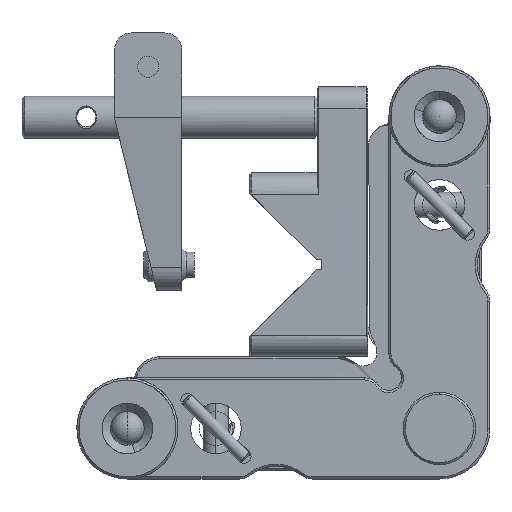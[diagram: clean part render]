
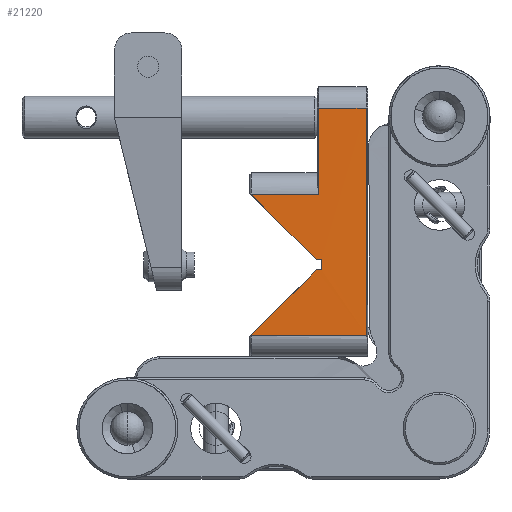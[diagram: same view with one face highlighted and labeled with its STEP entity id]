
A CAD part, left-side view. The second image highlights one B-rep face of the part: STEP entity #21220.
In plain terms, the highlighted planar face has unit normal (-1, 0, 0).
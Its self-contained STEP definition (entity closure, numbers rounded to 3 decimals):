
#188 = CARTESIAN_POINT ( 'NONE',  ( 1.496, -11.161, 22.201 ) ) ;
#575 = EDGE_LOOP ( 'NONE', ( #33704, #7165, #38996, #12382, #41530, #37989, #29363, #19176, #39583, #9863, #28357, #29306 ) ) ;
#2255 = VECTOR ( 'NONE', #15246, 1000. ) ;
#3271 = CARTESIAN_POINT ( 'NONE',  ( 1.496, -3.908, 0.3 ) ) ;
#3745 = VECTOR ( 'NONE', #5813, 1000. ) ;
#4379 = DIRECTION ( 'NONE',  ( 0., 1., 0. ) ) ;
#5441 = VECTOR ( 'NONE', #39971, 1000. ) ;
#5813 = DIRECTION ( 'NONE',  ( 0., -1., 0. ) ) ;
#6081 = CARTESIAN_POINT ( 'NONE',  ( 1.496, -4.2, 9.3 ) ) ;
#6260 = CARTESIAN_POINT ( 'NONE',  ( 1.496, 3.8, -7.469 ) ) ;
#6647 = CARTESIAN_POINT ( 'NONE',  ( 1.496, -3.908, 0.3 ) ) ;
#6747 = CARTESIAN_POINT ( 'NONE',  ( 1.496, 3.798, -7.406 ) ) ;
#6829 = VERTEX_POINT ( 'NONE', #38895 ) ;
#7030 = CARTESIAN_POINT ( 'NONE',  ( 1.496, -11.161, -7.5 ) ) ;
#7122 = DIRECTION ( 'NONE',  ( -1., 0., 0. ) ) ;
#7165 = ORIENTED_EDGE ( 'NONE', *, *, #31107, .T. ) ;
#7633 = VERTEX_POINT ( 'NONE', #22832 ) ;
#7862 = CARTESIAN_POINT ( 'NONE',  ( 1.496, 3.798, 9.206 ) ) ;
#8081 = CARTESIAN_POINT ( 'NONE',  ( 1.496, 3.8, 9.269 ) ) ;
#8346 = CARTESIAN_POINT ( 'NONE',  ( 1.496, 3.798, 9.206 ) ) ;
#8664 = LINE ( 'NONE', #24497, #32513 ) ;
#8964 = CARTESIAN_POINT ( 'NONE',  ( 1.496, -3.908, 1.5 ) ) ;
#9430 = B_SPLINE_CURVE_WITH_KNOTS ( 'NONE', 3,
 ( #25534, #6260, #16455, #38730 ),
 .UNSPECIFIED., .F., .F.,
 ( 4, 4 ),
 ( 0., 0. ),
 .UNSPECIFIED. ) ;
#9863 = ORIENTED_EDGE ( 'NONE', *, *, #16737, .F. ) ;
#10383 = EDGE_CURVE ( 'NONE', #18262, #6829, #17383, .T. ) ;
#11169 = LINE ( 'NONE', #8346, #23464 ) ;
#11275 = VERTEX_POINT ( 'NONE', #6081 ) ;
#12382 = ORIENTED_EDGE ( 'NONE', *, *, #10383, .T. ) ;
#12600 = VECTOR ( 'NONE', #4379, 1000. ) ;
#13321 = DIRECTION ( 'NONE',  ( 0., -1., 0. ) ) ;
#15158 = LINE ( 'NONE', #18814, #3745 ) ;
#15246 = DIRECTION ( 'NONE',  ( 0., -1., 0. ) ) ;
#15788 = EDGE_CURVE ( 'NONE', #18587, #31719, #9430, .T. ) ;
#16039 = B_SPLINE_CURVE_WITH_KNOTS ( 'NONE', 3,
 ( #7862, #24104, #8081, #17832 ),
 .UNSPECIFIED., .F., .F.,
 ( 4, 4 ),
 ( 0., 0. ),
 .UNSPECIFIED. ) ;
#16455 = CARTESIAN_POINT ( 'NONE',  ( 1.496, 3.799, -7.437 ) ) ;
#16600 = CARTESIAN_POINT ( 'NONE',  ( 1.496, -11.161, 9.3 ) ) ;
#16737 = EDGE_CURVE ( 'NONE', #38039, #42472, #35754, .T. ) ;
#17014 = EDGE_CURVE ( 'NONE', #18262, #26449, #8664, .T. ) ;
#17308 = AXIS2_PLACEMENT_3D ( 'NONE', #188, #7122, #33538 ) ;
#17383 = LINE ( 'NONE', #30582, #12600 ) ;
#17832 = CARTESIAN_POINT ( 'NONE',  ( 1.496, 3.8, 9.3 ) ) ;
#18068 = EDGE_CURVE ( 'NONE', #26494, #31719, #33705, .T. ) ;
#18262 = VERTEX_POINT ( 'NONE', #37584 ) ;
#18587 = VERTEX_POINT ( 'NONE', #32375 ) ;
#18814 = CARTESIAN_POINT ( 'NONE',  ( 1.496, -11.161, 1.5 ) ) ;
#19176 = ORIENTED_EDGE ( 'NONE', *, *, #19611, .T. ) ;
#19314 = CARTESIAN_POINT ( 'NONE',  ( 1.496, -4.508, 0.179 ) ) ;
#19611 = EDGE_CURVE ( 'NONE', #25473, #20048, #11169, .T. ) ;
#19836 = LINE ( 'NONE', #16600, #20493 ) ;
#20048 = VERTEX_POINT ( 'NONE', #8964 ) ;
#20437 = EDGE_CURVE ( 'NONE', #25473, #7633, #16039, .T. ) ;
#20493 = VECTOR ( 'NONE', #36483, 1000. ) ;
#21220 = ADVANCED_FACE ( 'NONE', ( #29863 ), #36764, .T. ) ;
#21940 = CARTESIAN_POINT ( 'NONE',  ( 1.496, -5.169, 0.3 ) ) ;
#22465 = CARTESIAN_POINT ( 'NONE',  ( 1.496, -4.508, 1.5 ) ) ;
#22832 = CARTESIAN_POINT ( 'NONE',  ( 1.496, 3.8, 9.3 ) ) ;
#23158 = EDGE_CURVE ( 'NONE', #26494, #38039, #31691, .T. ) ;
#23464 = VECTOR ( 'NONE', #33899, 1000. ) ;
#24104 = CARTESIAN_POINT ( 'NONE',  ( 1.496, 3.799, 9.237 ) ) ;
#24497 = CARTESIAN_POINT ( 'NONE',  ( 1.496, -9.8, -10.201 ) ) ;
#25473 = VERTEX_POINT ( 'NONE', #30430 ) ;
#25534 = CARTESIAN_POINT ( 'NONE',  ( 1.496, 3.8, -7.5 ) ) ;
#26449 = VERTEX_POINT ( 'NONE', #39206 ) ;
#26494 = VERTEX_POINT ( 'NONE', #3271 ) ;
#27473 = EDGE_CURVE ( 'NONE', #20048, #42472, #15158, .T. ) ;
#28357 = ORIENTED_EDGE ( 'NONE', *, *, #23158, .F. ) ;
#28852 = DIRECTION ( 'NONE',  ( 0., 0., -1. ) ) ;
#29306 = ORIENTED_EDGE ( 'NONE', *, *, #18068, .T. ) ;
#29363 = ORIENTED_EDGE ( 'NONE', *, *, #20437, .F. ) ;
#29863 = FACE_OUTER_BOUND ( 'NONE', #575, .T. ) ;
#30430 = CARTESIAN_POINT ( 'NONE',  ( 1.496, 3.798, 9.206 ) ) ;
#30582 = CARTESIAN_POINT ( 'NONE',  ( 1.496, -11.161, 19.5 ) ) ;
#31107 = EDGE_CURVE ( 'NONE', #18587, #26449, #39507, .T. ) ;
#31691 = LINE ( 'NONE', #21940, #2255 ) ;
#31719 = VERTEX_POINT ( 'NONE', #6747 ) ;
#32021 = EDGE_CURVE ( 'NONE', #6829, #11275, #35339, .T. ) ;
#32108 = CARTESIAN_POINT ( 'NONE',  ( 1.496, -4.2, 22.201 ) ) ;
#32306 = DIRECTION ( 'NONE',  ( 0., 0., 1. ) ) ;
#32375 = CARTESIAN_POINT ( 'NONE',  ( 1.496, 3.8, -7.5 ) ) ;
#32513 = VECTOR ( 'NONE', #41148, 1000. ) ;
#33521 = VECTOR ( 'NONE', #13321, 1000. ) ;
#33538 = DIRECTION ( 'NONE',  ( 0., 0., 1. ) ) ;
#33704 = ORIENTED_EDGE ( 'NONE', *, *, #15788, .F. ) ;
#33705 = LINE ( 'NONE', #6647, #5441 ) ;
#33899 = DIRECTION ( 'NONE',  ( 0., -0.707, -0.707 ) ) ;
#35053 = CARTESIAN_POINT ( 'NONE',  ( 1.496, -4.508, 0.3 ) ) ;
#35339 = LINE ( 'NONE', #32108, #42508 ) ;
#35754 = LINE ( 'NONE', #19314, #36631 ) ;
#36483 = DIRECTION ( 'NONE',  ( 0., 1., 0. ) ) ;
#36631 = VECTOR ( 'NONE', #32306, 1000. ) ;
#36764 = PLANE ( 'NONE',  #17308 ) ;
#37584 = CARTESIAN_POINT ( 'NONE',  ( 1.496, -9.8, 19.5 ) ) ;
#37989 = ORIENTED_EDGE ( 'NONE', *, *, #41018, .T. ) ;
#38039 = VERTEX_POINT ( 'NONE', #35053 ) ;
#38730 = CARTESIAN_POINT ( 'NONE',  ( 1.496, 3.798, -7.406 ) ) ;
#38895 = CARTESIAN_POINT ( 'NONE',  ( 1.496, -4.2, 19.5 ) ) ;
#38996 = ORIENTED_EDGE ( 'NONE', *, *, #17014, .F. ) ;
#39206 = CARTESIAN_POINT ( 'NONE',  ( 1.596, -9.9, -7.5 ) ) ;
#39507 = LINE ( 'NONE', #7030, #33521 ) ;
#39583 = ORIENTED_EDGE ( 'NONE', *, *, #27473, .T. ) ;
#39971 = DIRECTION ( 'NONE',  ( 0., 0.707, -0.707 ) ) ;
#41018 = EDGE_CURVE ( 'NONE', #11275, #7633, #19836, .T. ) ;
#41148 = DIRECTION ( 'NONE',  ( 0., 0., -1. ) ) ;
#41530 = ORIENTED_EDGE ( 'NONE', *, *, #32021, .T. ) ;
#42472 = VERTEX_POINT ( 'NONE', #22465 ) ;
#42508 = VECTOR ( 'NONE', #28852, 1000. ) ;
